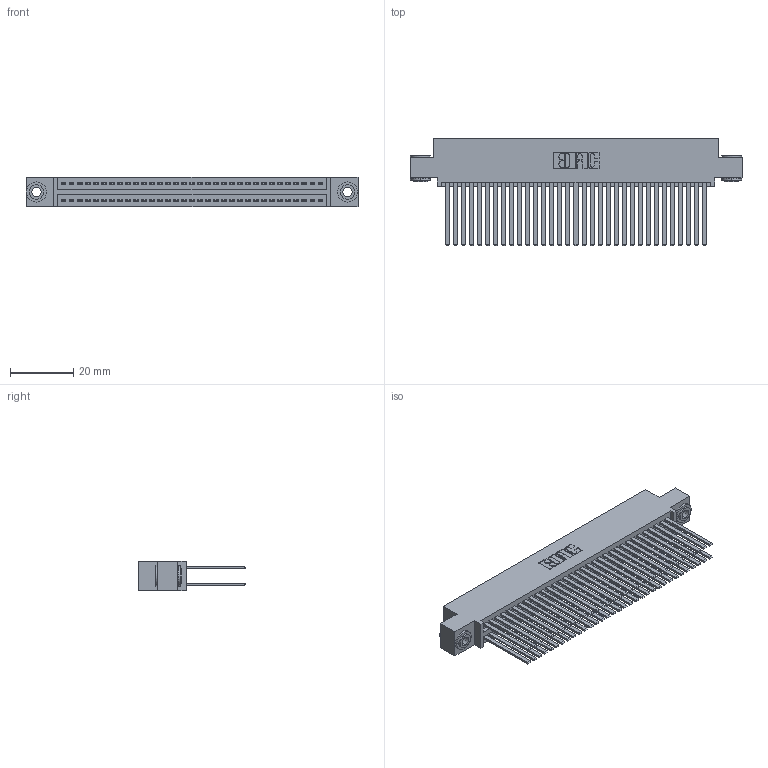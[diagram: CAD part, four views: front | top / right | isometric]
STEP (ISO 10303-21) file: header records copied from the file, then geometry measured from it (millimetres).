
FILE_DESCRIPTION (( 'STEP AP203' ), '1' );
FILE_NAME ('395-066-544-503.STEP', '2019-10-23T20:59:23', ( '' ), ( '' ), 'SwSTEP 2.0', 'SolidWorks 2016', '' );
FILE_SCHEMA (( 'CONFIG_CONTROL_DESIGN' ));
Length unit declared in the file: inch
Products named in the file (4): 345 Part_0.110 Offset - 0.156 Dia-TH; 345-292-001_345-293-144; 345-250-002_345-250-002-102; 395-066-544-503
Assembly tree (69 placements, depth 2):
  395-066-544-503
    345 Part_0.110 Offset - 0.156 Dia-TH
    345-292-001_345-293-144  x66
    345-250-002_345-250-002-102  x2
Bounding box: 105.03 x 33.96 x 9.4 mm (x, y, z)
Volume: 10990.3 mm3; surface area: 19080.6 mm2
Topology: 69 solids, 69 shells, 3072 faces, 9075 edges, 5958 vertices
Faces by surface type: plane 2008, cylinder 1056, cone 8
Entity records: 27702 total; most frequent: CARTESIAN_POINT 4627, ORIENTED_EDGE 4554, DIRECTION 4119, EDGE_CURVE 2277, LINE 1993, VECTOR 1993, VERTEX_POINT 1514, AXIS2_PLACEMENT_3D 1063
